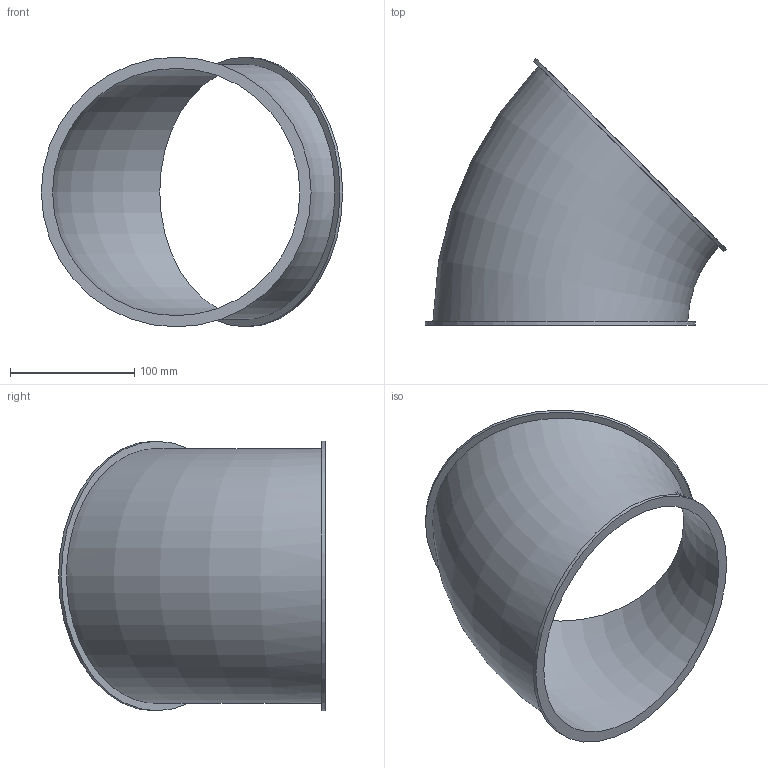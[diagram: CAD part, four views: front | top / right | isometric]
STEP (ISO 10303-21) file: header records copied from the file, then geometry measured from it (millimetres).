
FILE_DESCRIPTION(/* description */ (''),/* implementation_level */ '2;1');
FILE_NAME(/* name */ '4010015015717_Ø200_3mm_45°.stp',/* time_stamp */ '2021-09-20T15:11:41+02:00',/* author */ ('rjahn'),/* organization */ (''),/* preprocessor_version */ 'ST-DEVELOPER v18',/* originating_system */ 'Autodesk Inventor 2020',/* authorisation */ '');
FILE_SCHEMA (('CONFIG_CONTROL_DESIGN'));
Length unit declared in the file: millimetre
Products named in the file (1): 4010015015717_Ø200_3mm_30°
Bounding box: 242.34 x 214.61 x 217 mm (x, y, z)
Volume: 312370.1 mm3; surface area: 214353.9 mm2
Topology: 1 solids, 1 shells, 8 faces, 20 edges, 16 vertices
Faces by surface type: plane 4, cylinder 2, torus 2
Full cylindrical faces by diameter (mm): 217 x2
Entity records: 559 total; most frequent: CARTESIAN_POINT 305, DIRECTION 48, ORIENTED_EDGE 40, AXIS2_PLACEMENT_3D 23, EDGE_CURVE 20, VERTEX_POINT 16, CIRCLE 14, EDGE_LOOP 12
